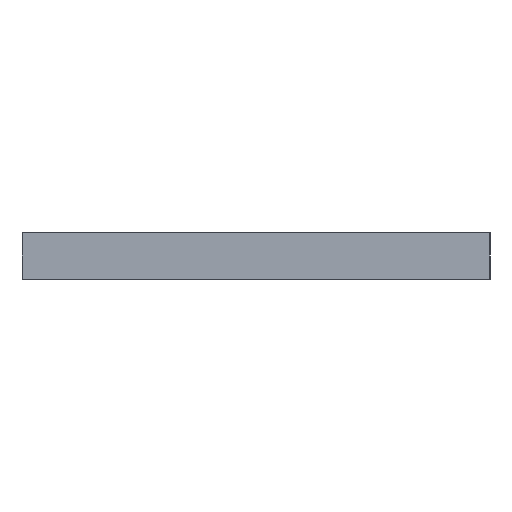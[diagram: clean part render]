
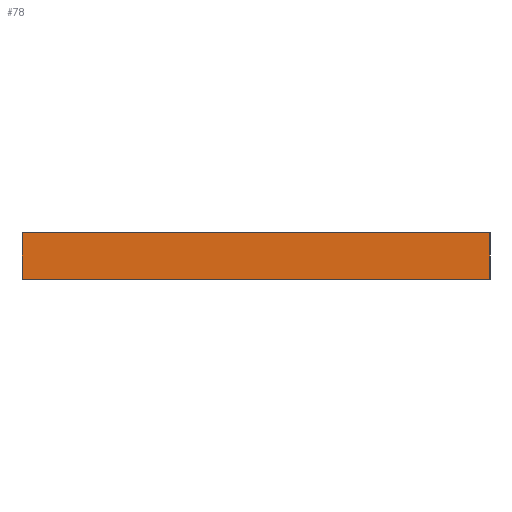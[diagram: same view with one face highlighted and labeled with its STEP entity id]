
A CAD part, left-side view. The second image highlights one B-rep face of the part: STEP entity #78.
In plain terms, the highlighted planar face has unit normal (-1, 0, 0).
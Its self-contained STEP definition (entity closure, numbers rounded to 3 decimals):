
#78 = ADVANCED_FACE( '', ( #489 ), #490, .F. );
#489 = FACE_OUTER_BOUND( '', #1501, .T. );
#490 = PLANE( '', #1502 );
#1501 = EDGE_LOOP( '', ( #2525, #2526, #2527, #2528 ) );
#1502 = AXIS2_PLACEMENT_3D( '', #2529, #2530, #2531 );
#2525 = ORIENTED_EDGE( '', *, *, #3948, .T. );
#2526 = ORIENTED_EDGE( '', *, *, #3955, .F. );
#2527 = ORIENTED_EDGE( '', *, *, #3956, .F. );
#2528 = ORIENTED_EDGE( '', *, *, #3957, .T. );
#2529 = CARTESIAN_POINT( '', ( -500., 250., 50. ) );
#2530 = DIRECTION( '', ( 1., 0., 0. ) );
#2531 = DIRECTION( '', ( 0., 0., -1. ) );
#3948 = EDGE_CURVE( '', #4560, #4561, #4562, .T. );
#3955 = EDGE_CURVE( '', #4572, #4561, #4574, .T. );
#3956 = EDGE_CURVE( '', #4575, #4572, #4576, .T. );
#3957 = EDGE_CURVE( '', #4575, #4560, #4577, .T. );
#4560 = VERTEX_POINT( '', #5380 );
#4561 = VERTEX_POINT( '', #5381 );
#4562 = LINE( '', #5382, #5383 );
#4572 = VERTEX_POINT( '', #5397 );
#4574 = LINE( '', #5400, #5401 );
#4575 = VERTEX_POINT( '', #5402 );
#4576 = LINE( '', #5403, #5404 );
#4577 = LINE( '', #5405, #5406 );
#5380 = CARTESIAN_POINT( '', ( -500., 250., 0. ) );
#5381 = CARTESIAN_POINT( '', ( -500., -250., 0. ) );
#5382 = CARTESIAN_POINT( '', ( -500., 250., 0. ) );
#5383 = VECTOR( '', #6412, 1000. );
#5397 = CARTESIAN_POINT( '', ( -500., -250., 50. ) );
#5400 = CARTESIAN_POINT( '', ( -500., -250., 50. ) );
#5401 = VECTOR( '', #6421, 1000. );
#5402 = CARTESIAN_POINT( '', ( -500., 250., 50. ) );
#5403 = CARTESIAN_POINT( '', ( -500., 250., 50. ) );
#5404 = VECTOR( '', #6422, 1000. );
#5405 = CARTESIAN_POINT( '', ( -500., 250., 50. ) );
#5406 = VECTOR( '', #6423, 1000. );
#6412 = DIRECTION( '', ( 0., -1., 0. ) );
#6421 = DIRECTION( '', ( 0., 0., -1. ) );
#6422 = DIRECTION( '', ( 0., -1., 0. ) );
#6423 = DIRECTION( '', ( 0., 0., -1. ) );
